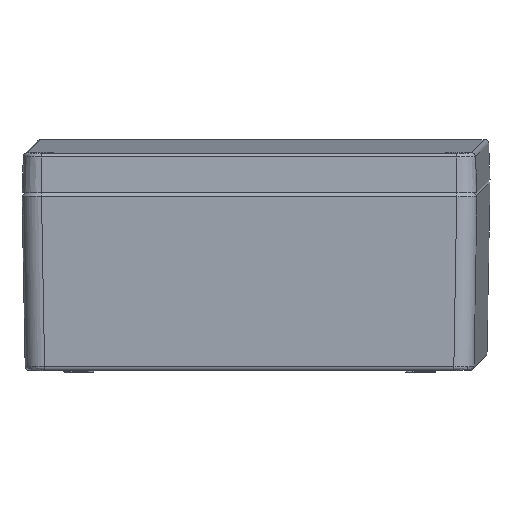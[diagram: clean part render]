
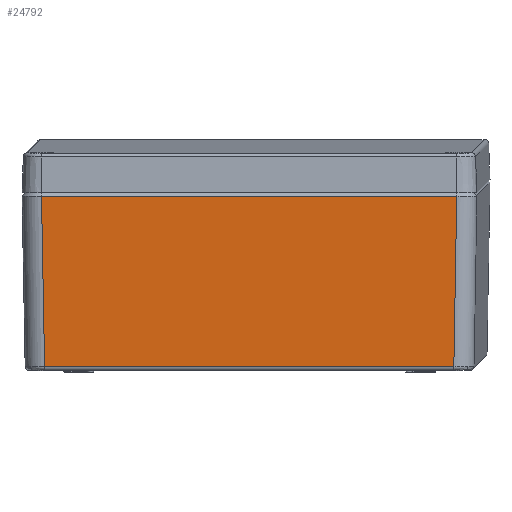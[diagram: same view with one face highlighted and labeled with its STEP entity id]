
A CAD part, left-side view. The second image highlights one B-rep face of the part: STEP entity #24792.
In plain terms, the highlighted face is planar.
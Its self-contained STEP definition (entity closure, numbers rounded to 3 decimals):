
#15248 = VERTEX_POINT('',#15249);
#15249 = CARTESIAN_POINT('',(-198.463,-88.035,
    -103.465));
#15258 = VERTEX_POINT('',#15259);
#15259 = CARTESIAN_POINT('',(-198.463,-88.035,
    103.465));
#15266 = EDGE_CURVE('',#15258,#15248,#15267,.T.);
#15267 = LINE('',#15268,#15269);
#15268 = CARTESIAN_POINT('',(-198.463,-88.035,-115.));
#15269 = VECTOR('',#15270,1.);
#15270 = DIRECTION('',(0.,0.,-1.));
#24792 = ADVANCED_FACE('',(#24793),#24818,.T.);
#24793 = FACE_BOUND('',#24794,.T.);
#24794 = EDGE_LOOP('',(#24795,#24803,#24811,#24817));
#24795 = ORIENTED_EDGE('',*,*,#24796,.T.);
#24796 = EDGE_CURVE('',#15258,#24797,#24799,.T.);
#24797 = VERTEX_POINT('',#24798);
#24798 = CARTESIAN_POINT('',(-199.969,-1.787,
    104.97));
#24799 = LINE('',#24800,#24801);
#24800 = CARTESIAN_POINT('',(-198.463,-88.035,
    103.465));
#24801 = VECTOR('',#24802,1.);
#24802 = DIRECTION('',(-0.017,1.,
    0.017));
#24803 = ORIENTED_EDGE('',*,*,#24804,.T.);
#24804 = EDGE_CURVE('',#24797,#24805,#24807,.T.);
#24805 = VERTEX_POINT('',#24806);
#24806 = CARTESIAN_POINT('',(-199.969,-1.787,
    -104.97));
#24807 = LINE('',#24808,#24809);
#24808 = CARTESIAN_POINT('',(-199.969,-1.787,-115.));
#24809 = VECTOR('',#24810,1.);
#24810 = DIRECTION('',(-0.,-0.,-1.));
#24811 = ORIENTED_EDGE('',*,*,#24812,.T.);
#24812 = EDGE_CURVE('',#24805,#15248,#24813,.T.);
#24813 = LINE('',#24814,#24815);
#24814 = CARTESIAN_POINT('',(-199.969,-1.787,
    -104.97));
#24815 = VECTOR('',#24816,1.);
#24816 = DIRECTION('',(0.017,-1.,
    0.017));
#24817 = ORIENTED_EDGE('',*,*,#15266,.F.);
#24818 = PLANE('',#24819);
#24819 = AXIS2_PLACEMENT_3D('',#24820,#24821,#24822);
#24820 = CARTESIAN_POINT('',(-200.,0.,-115.));
#24821 = DIRECTION('',(-1.,-0.017,0.));
#24822 = DIRECTION('',(0.017,-1.,0.));
